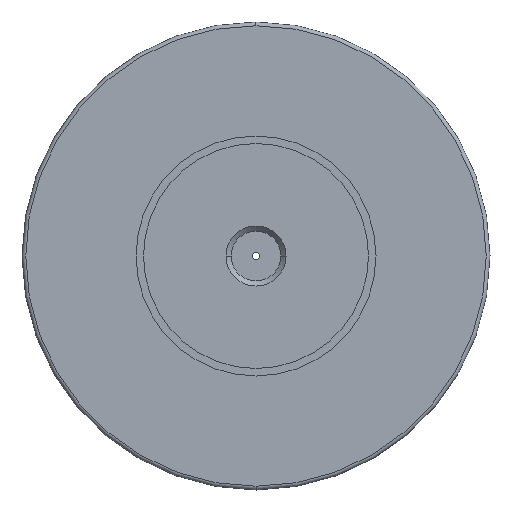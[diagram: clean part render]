
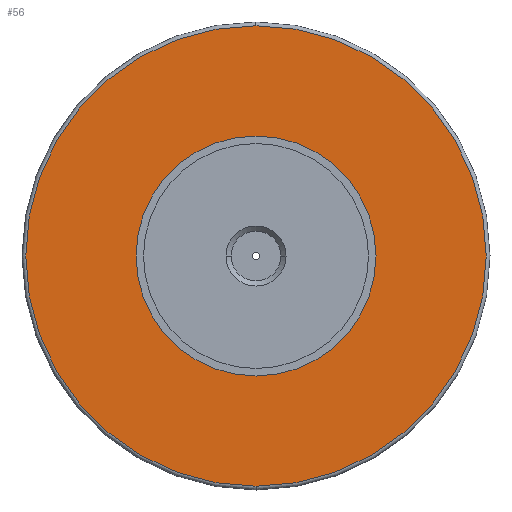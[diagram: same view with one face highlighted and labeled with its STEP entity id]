
A CAD part, left-side view. The second image highlights one B-rep face of the part: STEP entity #56.
In plain terms, the highlighted planar face has unit normal (-1, 0, 0).
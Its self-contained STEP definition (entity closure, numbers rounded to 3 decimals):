
#56=ADVANCED_FACE('',(#134,#135),#136,.T.);
#134=FACE_OUTER_BOUND('',#239,.T.);
#135=FACE_BOUND('',#240,.T.);
#136=PLANE('',#241);
#239=EDGE_LOOP('',(#343,#344,#345));
#240=EDGE_LOOP('',(#346,#347));
#241=AXIS2_PLACEMENT_3D('',#348,#349,#350);
#343=ORIENTED_EDGE('',*,*,#592,.F.);
#344=ORIENTED_EDGE('',*,*,#593,.F.);
#345=ORIENTED_EDGE('',*,*,#594,.F.);
#346=ORIENTED_EDGE('',*,*,#590,.T.);
#347=ORIENTED_EDGE('',*,*,#595,.T.);
#348=CARTESIAN_POINT('',(5.0,23.35,0.0));
#349=DIRECTION('',(-1.0,0.,0.0));
#350=DIRECTION('',(0.,-1.0,-0.0));
#590=EDGE_CURVE('',#683,#688,#690,.T.);
#592=EDGE_CURVE('',#692,#693,#694,.T.);
#593=EDGE_CURVE('',#695,#692,#696,.T.);
#594=EDGE_CURVE('',#693,#695,#697,.T.);
#595=EDGE_CURVE('',#688,#683,#698,.T.);
#683=VERTEX_POINT('',#823);
#688=VERTEX_POINT('',#829);
#690=CIRCLE('',#832,16.0);
#692=VERTEX_POINT('',#834);
#693=VERTEX_POINT('',#835);
#694=CIRCLE('',#836,30.7);
#695=VERTEX_POINT('',#837);
#696=CIRCLE('',#838,30.7);
#697=CIRCLE('',#839,30.7);
#698=CIRCLE('',#840,16.0);
#823=CARTESIAN_POINT('',(5.0,16.0,0.0));
#829=CARTESIAN_POINT('',(5.0,-16.0,0.));
#832=AXIS2_PLACEMENT_3D('',#985,#986,#987);
#834=CARTESIAN_POINT('',(5.0,30.7,0.0));
#835=CARTESIAN_POINT('',(5.0,0.,30.7));
#836=AXIS2_PLACEMENT_3D('',#988,#989,#990);
#837=CARTESIAN_POINT('',(5.0,0.,-30.7));
#838=AXIS2_PLACEMENT_3D('',#991,#992,#993);
#839=AXIS2_PLACEMENT_3D('',#994,#995,#996);
#840=AXIS2_PLACEMENT_3D('',#997,#998,#999);
#985=CARTESIAN_POINT('',(5.0,0.0,0.0));
#986=DIRECTION('',(1.0,0.0,0.0));
#987=DIRECTION('',(0.0,1.0,0.0));
#988=CARTESIAN_POINT('',(5.0,0.0,0.0));
#989=DIRECTION('',(1.0,0.0,0.0));
#990=DIRECTION('',(0.0,1.0,0.0));
#991=CARTESIAN_POINT('',(5.0,0.0,0.0));
#992=DIRECTION('',(1.0,0.0,0.0));
#993=DIRECTION('',(0.0,1.0,0.0));
#994=CARTESIAN_POINT('',(5.0,0.0,0.0));
#995=DIRECTION('',(1.0,0.0,0.0));
#996=DIRECTION('',(0.0,1.0,0.0));
#997=CARTESIAN_POINT('',(5.0,0.0,0.0));
#998=DIRECTION('',(1.0,0.0,0.0));
#999=DIRECTION('',(0.0,1.0,0.0));
